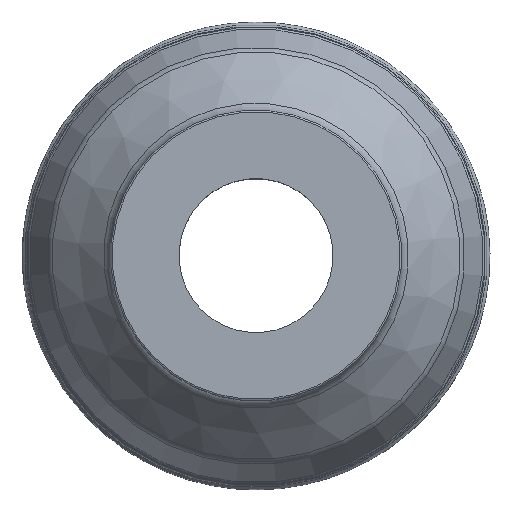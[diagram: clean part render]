
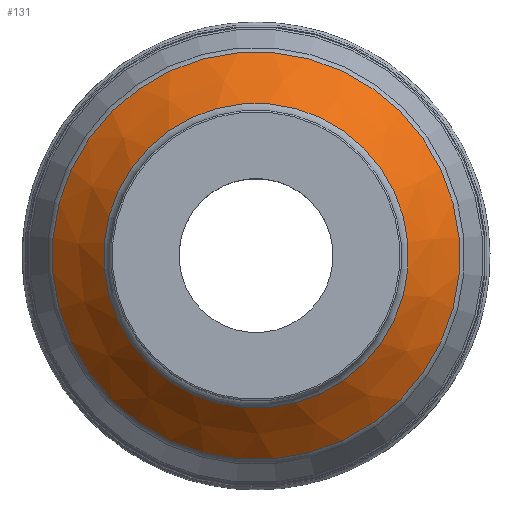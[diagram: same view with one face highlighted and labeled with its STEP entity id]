
A CAD part, top view. The second image highlights one B-rep face of the part: STEP entity #131.
In plain terms, the highlighted conical face has half-angle 44.255 degrees and reference radius 51.16 mm.
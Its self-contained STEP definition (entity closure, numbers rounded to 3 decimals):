
#107=CONICAL_SURFACE('',#605,51.16,44.255);
#131=ADVANCED_FACE('CN_SU3',(#188,#189),#107,.T.);
#188=FACE_BOUND('',#247,.T.);
#189=FACE_BOUND('',#248,.T.);
#247=EDGE_LOOP('',(#305));
#248=EDGE_LOOP('',(#306));
#305=ORIENTED_EDGE('',*,*,#381,.T.);
#306=ORIENTED_EDGE('',*,*,#382,.T.);
#351=VERTEX_POINT('',#864);
#352=VERTEX_POINT('',#866);
#381=EDGE_CURVE('',#351,#351,#410,.T.);
#382=EDGE_CURVE('',#352,#352,#411,.T.);
#410=CIRCLE('',#603,50.45);
#411=CIRCLE('',#604,37.703);
#603=AXIS2_PLACEMENT_3D('',#863,#726,#727);
#604=AXIS2_PLACEMENT_3D('',#865,#728,#729);
#605=AXIS2_PLACEMENT_3D('',#867,#730,#731);
#726=DIRECTION('',(0.,0.,1.));
#727=DIRECTION('',(0.966,0.259,0.));
#728=DIRECTION('',(0.,0.,-1.));
#729=DIRECTION('',(-0.966,-0.259,0.));
#730=DIRECTION('',(0.,0.,-1.));
#731=DIRECTION('',(-0.966,-0.259,0.));
#863=CARTESIAN_POINT('',(0.,0.,
-32.271));
#864=CARTESIAN_POINT('',(48.731,13.057,-32.271));
#865=CARTESIAN_POINT('',(0.,0.,
-19.187));
#866=CARTESIAN_POINT('',(-36.418,-9.758,-19.187));
#867=CARTESIAN_POINT('',(0.,0.,
-33.));
